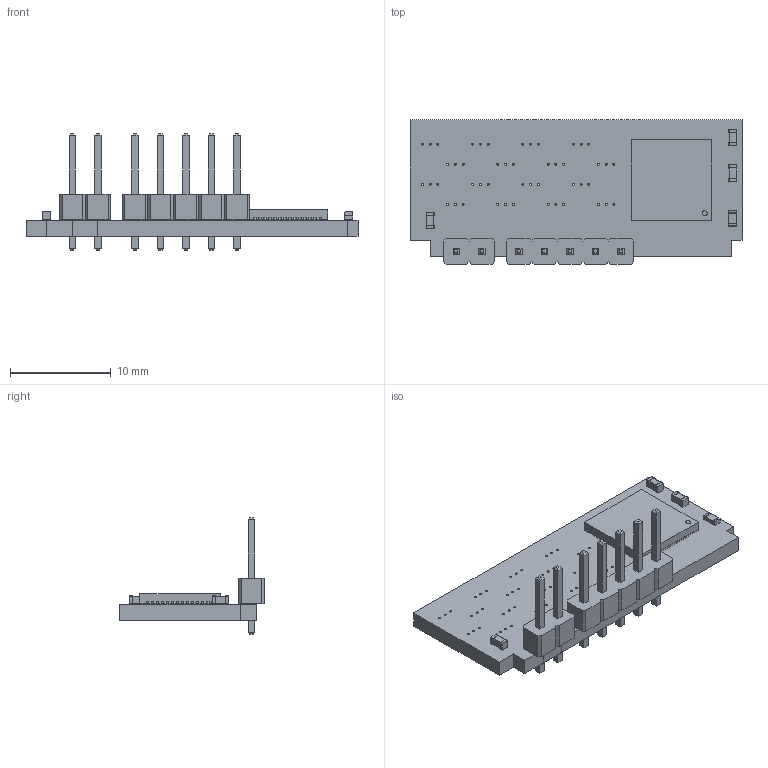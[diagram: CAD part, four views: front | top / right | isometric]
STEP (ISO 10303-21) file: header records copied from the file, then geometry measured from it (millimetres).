
FILE_DESCRIPTION(('KiCad electronic assembly'),'2;1');
FILE_NAME('LEDBoard_4x4_HD.step','2018-10-20T11:44:38',('An Author'),( 'A Company'),'Open CASCADE STEP processor 6.9', 'KiCad to STEP converter','Unknown');
FILE_SCHEMA(('AUTOMOTIVE_DESIGN { 1 0 10303 214 1 1 1 1 }'));
Length unit declared in the file: millimetre
Products named in the file (12): Open CASCADE STEP translator 6.9 1; C_0603_1608Metric; SOLID; PinHeader_1x02_P2.54mm_Vertical; PinHeader_1x05_P2.54mm_Vertical; R_0603_1608Metric; QFN-56-1EP_8x8mm_P0.5mm_EP4.5x5.2mm; COMPOUND
Assembly tree (13 placements, depth 3):
  Open CASCADE STEP translator 6.9 1
    C_0603_1608Metric  x3
      SOLID
    PinHeader_1x02_P2.54mm_Vertical
      SOLID
    PinHeader_1x05_P2.54mm_Vertical
      SOLID
    R_0603_1608Metric
      SOLID
    QFN-56-1EP_8x8mm_P0.5mm_EP4.5x5.2mm
      SOLID
    COMPOUND
Bounding box: 33 x 14.37 x 11.54 mm (x, y, z)
Volume: 906.8 mm3; surface area: 1672.1 mm2
Topology: 8 solids, 8 shells, 730 faces, 2014 edges, 1320 vertices
Faces by surface type: plane 547, cylinder 183
Full cylindrical faces by diameter (mm): 0.2 x73, 0.5 x6
Entity records: 50978 total; most frequent: CARTESIAN_POINT 8976, DIRECTION 7059, LINE 4970, VECTOR 4970, ORIENTED_EDGE 3744, PCURVE 3740, DEFINITIONAL_REPRESENTATION 3740, EDGE_CURVE 1870
